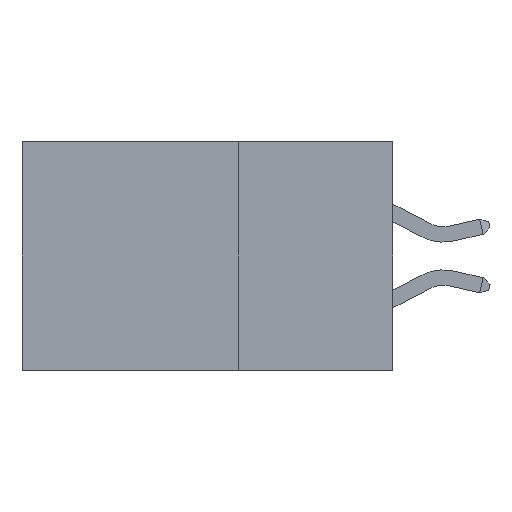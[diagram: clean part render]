
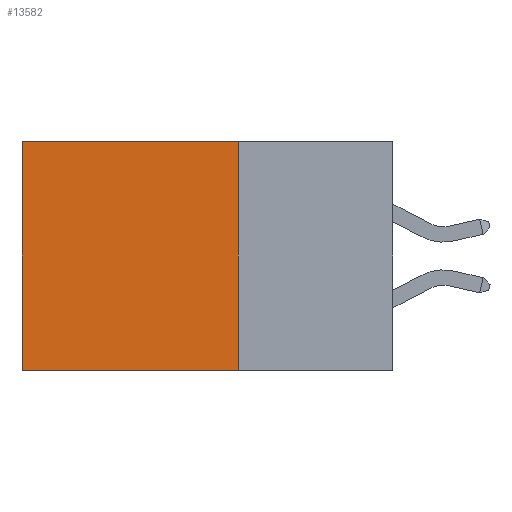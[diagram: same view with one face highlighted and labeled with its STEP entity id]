
A CAD part, left-side view. The second image highlights one B-rep face of the part: STEP entity #13582.
In plain terms, the highlighted planar face has unit normal (-1, 0, 0).
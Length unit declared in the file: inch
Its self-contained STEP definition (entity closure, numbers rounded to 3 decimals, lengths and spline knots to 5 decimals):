
#788 = LINE ( 'NONE', #4103, #1182 ) ;
#870 = VERTEX_POINT ( 'NONE', #3308 ) ;
#1182 = VECTOR ( 'NONE', #20877, 39.37008 ) ;
#3129 = LINE ( 'NONE', #26386, #27912 ) ;
#3223 = ORIENTED_EDGE ( 'NONE', *, *, #19605, .T. ) ;
#3308 = CARTESIAN_POINT ( 'NONE',  ( 0.2875, 0.6, 0. ) ) ;
#4103 = CARTESIAN_POINT ( 'NONE',  ( 0.2875, 0.25, 0. ) ) ;
#4287 = EDGE_CURVE ( 'NONE', #29347, #870, #23944, .T. ) ;
#4711 = FACE_OUTER_BOUND ( 'NONE', #13234, .T. ) ;
#8826 = CARTESIAN_POINT ( 'NONE',  ( 0.2875, 0.25, -0.37 ) ) ;
#10637 = AXIS2_PLACEMENT_3D ( 'NONE', #12896, #25082, #15419 ) ;
#11540 = ORIENTED_EDGE ( 'NONE', *, *, #4287, .T. ) ;
#12034 = ORIENTED_EDGE ( 'NONE', *, *, #18022, .F. ) ;
#12896 = CARTESIAN_POINT ( 'NONE',  ( 0.2875, 0.25, 0. ) ) ;
#12985 = VERTEX_POINT ( 'NONE', #8826 ) ;
#13234 = EDGE_LOOP ( 'NONE', ( #3223, #12034, #29648, #11540 ) ) ;
#13582 = ADVANCED_FACE ( 'NONE', ( #4711 ), #29678, .F. ) ;
#14072 = DIRECTION ( 'NONE',  ( 0., 1., 0. ) ) ;
#14167 = CARTESIAN_POINT ( 'NONE',  ( 0.2875, 0.25, 0. ) ) ;
#15396 = VECTOR ( 'NONE', #27249, 39.37008 ) ;
#15419 = DIRECTION ( 'NONE',  ( 0., 0., -1. ) ) ;
#15772 = EDGE_CURVE ( 'NONE', #29347, #12985, #788, .T. ) ;
#18022 = EDGE_CURVE ( 'NONE', #12985, #30597, #3129, .T. ) ;
#19605 = EDGE_CURVE ( 'NONE', #870, #30597, #29353, .T. ) ;
#20877 = DIRECTION ( 'NONE',  ( 0., 0., -1. ) ) ;
#21351 = VECTOR ( 'NONE', #24324, 39.37008 ) ;
#21736 = CARTESIAN_POINT ( 'NONE',  ( 0.2875, 0.25, 0. ) ) ;
#23944 = LINE ( 'NONE', #21736, #21351 ) ;
#24324 = DIRECTION ( 'NONE',  ( 0., 1., 0. ) ) ;
#24805 = CARTESIAN_POINT ( 'NONE',  ( 0.2875, 0.6, 0. ) ) ;
#25082 = DIRECTION ( 'NONE',  ( 1., 0., 0. ) ) ;
#26386 = CARTESIAN_POINT ( 'NONE',  ( 0.2875, 0.25, -0.37 ) ) ;
#27249 = DIRECTION ( 'NONE',  ( 0., 0., -1. ) ) ;
#27912 = VECTOR ( 'NONE', #14072, 39.37008 ) ;
#28215 = CARTESIAN_POINT ( 'NONE',  ( 0.2875, 0.6, -0.37 ) ) ;
#29347 = VERTEX_POINT ( 'NONE', #14167 ) ;
#29353 = LINE ( 'NONE', #24805, #15396 ) ;
#29648 = ORIENTED_EDGE ( 'NONE', *, *, #15772, .F. ) ;
#29678 = PLANE ( 'NONE',  #10637 ) ;
#30597 = VERTEX_POINT ( 'NONE', #28215 ) ;
